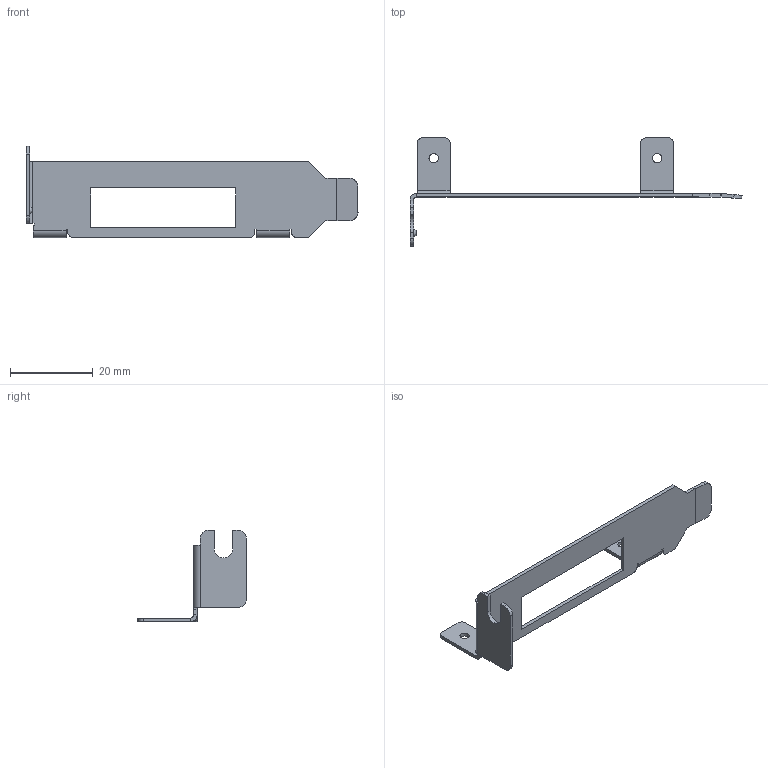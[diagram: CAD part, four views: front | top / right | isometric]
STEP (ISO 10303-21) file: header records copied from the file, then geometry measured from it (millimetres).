
FILE_DESCRIPTION(/* description */ (''),/* implementation_level */ '2;1');
FILE_NAME(/* name */ 'PCIexpress_Aux_bracket_low.step',/* time_stamp */ '2025-08-09T14:18:59-04:00',/* author */ ('Tony'),/* organization */ (''),/* preprocessor_version */ 'ST-DEVELOPER v19.2',/* originating_system */ 'Autodesk Inventor 2024',/* authorisation */ '');
FILE_SCHEMA (('AUTOMOTIVE_DESIGN { 1 0 10303 214 3 1 1 }'));
Length unit declared in the file: millimetre
Products named in the file (3): Assembly1; STD-PC-PCIe-BRACKET-LOW-SPEC; Default
Assembly tree (2 placements, depth 3):
  Assembly1
    STD-PC-PCIe-BRACKET-LOW-SPEC
      Default
Bounding box: 80.08 x 26.14 x 22 mm (x, y, z)
Volume: 1220.7 mm3; surface area: 3194.6 mm2
Topology: 1 solids, 1 shells, 83 faces, 209 edges, 129 vertices
Faces by surface type: plane 59, cylinder 23, sphere 1
Full cylindrical faces by diameter (mm): 2.261 x2
Entity records: 2572 total; most frequent: DIRECTION 435, CARTESIAN_POINT 426, ORIENTED_EDGE 418, EDGE_CURVE 209, LINE 159, VECTOR 159, AXIS2_PLACEMENT_3D 138, VERTEX_POINT 129
